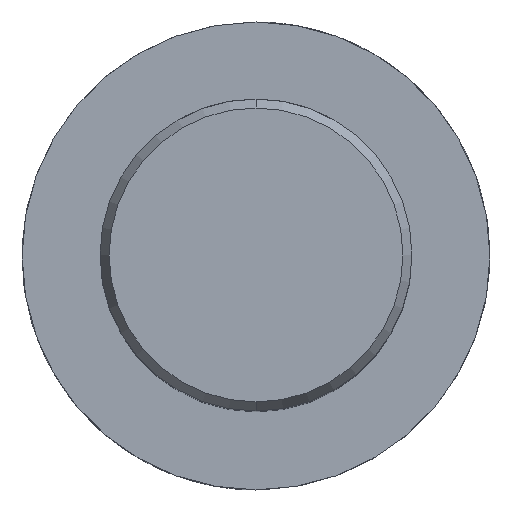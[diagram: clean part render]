
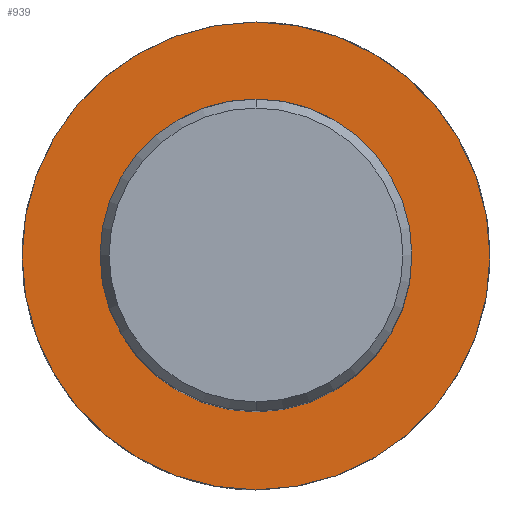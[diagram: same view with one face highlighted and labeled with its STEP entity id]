
A CAD part, top view. The second image highlights one B-rep face of the part: STEP entity #939.
In plain terms, the highlighted planar face has unit normal (0, 0, 1).
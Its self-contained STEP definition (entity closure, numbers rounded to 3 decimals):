
#567=EDGE_CURVE('',#911,#1025,#1379,.T.);
#669=EDGE_CURVE('',#1025,#911,#1491,.T.);
#701=EDGE_CURVE('',#1113,#1155,#1524,.T.);
#911=VERTEX_POINT('',#1751);
#939=ADVANCED_FACE('',(#1781,#1782),#1783,.T.);
#1025=VERTEX_POINT('',#1878);
#1093=EDGE_CURVE('',#1155,#1113,#1952,.T.);
#1113=VERTEX_POINT('',#1974);
#1155=VERTEX_POINT('',#2019);
#1379=CIRCLE('',#2989,30.0);
#1491=CIRCLE('',#3253,30.0);
#1524=CIRCLE('',#3334,20.0);
#1751=CARTESIAN_POINT('',(0.,-30.0,-70.0));
#1781=FACE_BOUND('',#4215,.T.);
#1782=FACE_OUTER_BOUND('',#4216,.T.);
#1783=PLANE('',#4217);
#1878=CARTESIAN_POINT('',(0.0,30.0,-70.0));
#1952=CIRCLE('',#4927,20.0);
#1974=CARTESIAN_POINT('',(0.0,20.0,-70.0));
#2019=CARTESIAN_POINT('',(0.,-20.0,-70.0));
#2989=AXIS2_PLACEMENT_3D('',#5691,#5692,#5693);
#3253=AXIS2_PLACEMENT_3D('',#5812,#5813,#5814);
#3334=AXIS2_PLACEMENT_3D('',#5833,#5834,#5835);
#4215=EDGE_LOOP('',(#6094,#6095));
#4216=EDGE_LOOP('',(#6096,#6097));
#4217=AXIS2_PLACEMENT_3D('',#6098,#6099,#6100);
#4927=AXIS2_PLACEMENT_3D('',#6279,#6280,#6281);
#5691=CARTESIAN_POINT('',(0.0,0.0,-70.0));
#5692=DIRECTION('',(0.0,0.0,-1.0));
#5693=DIRECTION('',(0.0,1.0,0.0));
#5812=CARTESIAN_POINT('',(0.0,0.0,-70.0));
#5813=DIRECTION('',(0.0,0.0,-1.0));
#5814=DIRECTION('',(0.0,1.0,0.0));
#5833=CARTESIAN_POINT('',(0.0,0.0,-70.0));
#5834=DIRECTION('',(-0.0,0.0,-1.0));
#5835=DIRECTION('',(0.0,1.0,0.0));
#6094=ORIENTED_EDGE('',*,*,#701,.T.);
#6095=ORIENTED_EDGE('',*,*,#1093,.T.);
#6096=ORIENTED_EDGE('',*,*,#669,.F.);
#6097=ORIENTED_EDGE('',*,*,#567,.F.);
#6098=CARTESIAN_POINT('',(0.0,15.0,-70.0));
#6099=DIRECTION('',(-0.0,0.0,1.0));
#6100=DIRECTION('',(0.0,-1.0,0.0));
#6279=CARTESIAN_POINT('',(0.0,0.0,-70.0));
#6280=DIRECTION('',(-0.0,0.0,-1.0));
#6281=DIRECTION('',(0.0,1.0,0.0));
